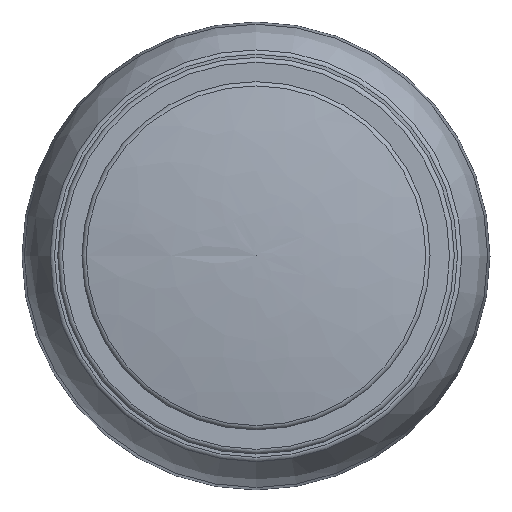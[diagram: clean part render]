
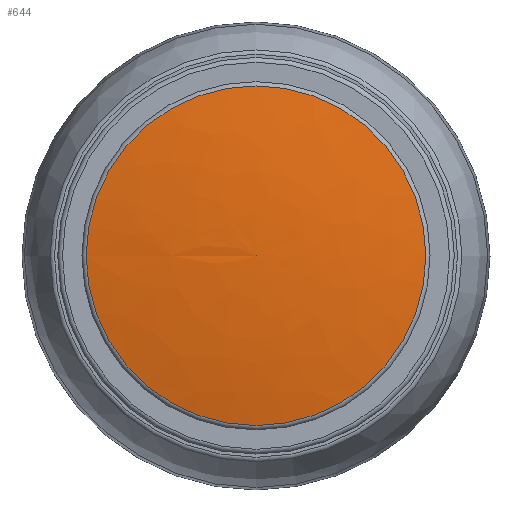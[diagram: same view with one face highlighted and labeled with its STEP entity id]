
A CAD part, top view. The second image highlights one B-rep face of the part: STEP entity #644.
In plain terms, the highlighted free-form (B-spline) face has degree [2, 2] with [3, 9] control points.
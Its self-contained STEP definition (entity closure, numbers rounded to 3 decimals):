
#15=(
BOUNDED_CURVE()
B_SPLINE_CURVE(2,(#1146,#1147,#1148),.UNSPECIFIED.,.F.,.F.)
B_SPLINE_CURVE_WITH_KNOTS((3,3),(-1.571,-1.398),
 .UNSPECIFIED.)
CURVE()
GEOMETRIC_REPRESENTATION_ITEM()
RATIONAL_B_SPLINE_CURVE((1.,0.996,1.))
REPRESENTATION_ITEM($)
);
#17=(
BOUNDED_SURFACE()
B_SPLINE_SURFACE(2,2,((#1118,#1119,#1120,#1121,#1122,#1123,#1124,#1125,
#1126),(#1127,#1128,#1129,#1130,#1131,#1132,#1133,#1134,#1135),(#1136,#1137,
#1138,#1139,#1140,#1141,#1142,#1143,#1144)),.UNSPECIFIED.,.F.,.T.,.F.)
B_SPLINE_SURFACE_WITH_KNOTS((3,3),(3,2,2,2,3),(1.398,1.571),
(-3.142,-1.571,0.,1.571,3.142),
 .UNSPECIFIED.)
GEOMETRIC_REPRESENTATION_ITEM()
RATIONAL_B_SPLINE_SURFACE(((1.,0.707,1.,0.707,1.,
0.707,1.,0.707,1.),(0.996,0.704,
0.996,0.704,0.996,0.704,0.996,
0.704,0.996),(1.,0.707,1.,0.707,
1.,0.707,1.,0.707,1.)))
REPRESENTATION_ITEM($)
SURFACE()
);
#105=FACE_OUTER_BOUND($,#159,.T.);
#159=EDGE_LOOP($,(#552,#553,#554,#555));
#278=CIRCLE($,#727,10.706);
#279=CIRCLE($,#728,10.706);
#338=VERTEX_POINT($,#1114);
#339=VERTEX_POINT($,#1115);
#340=VERTEX_POINT($,#1145);
#417=EDGE_CURVE($,#338,#339,#278,.T.);
#418=EDGE_CURVE($,#339,#338,#279,.T.);
#419=EDGE_CURVE($,#340,#339,#15,.T.);
#552=ORIENTED_EDGE($,*,*,#419,.T.);
#553=ORIENTED_EDGE($,*,*,#418,.T.);
#554=ORIENTED_EDGE($,*,*,#417,.T.);
#555=ORIENTED_EDGE($,*,*,#419,.F.);
#644=ADVANCED_FACE($,(#105),#17,.F.);
#727=AXIS2_PLACEMENT_3D($,#1116,#909,#910);
#728=AXIS2_PLACEMENT_3D($,#1117,#911,#912);
#909=DIRECTION('center_axis',(0.,0.,1.));
#910=DIRECTION('ref_axis',(1.,0.,0.));
#911=DIRECTION('center_axis',(0.,0.,1.));
#912=DIRECTION('ref_axis',(1.,0.,0.));
#1114=CARTESIAN_POINT('',(0.,10.706,11.373));
#1115=CARTESIAN_POINT('',(-10.706,0.,11.373));
#1116=CARTESIAN_POINT('Origin',(0.,0.,
11.373));
#1117=CARTESIAN_POINT('Origin',(0.,0.,
11.373));
#1118=CARTESIAN_POINT('Ctrl Pts',(-10.706,0.,
11.373));
#1119=CARTESIAN_POINT('Ctrl Pts',(-10.706,-10.706,11.373));
#1120=CARTESIAN_POINT('Ctrl Pts',(0.,-10.706,
11.373));
#1121=CARTESIAN_POINT('Ctrl Pts',(10.706,-10.706,11.373));
#1122=CARTESIAN_POINT('Ctrl Pts',(10.706,0.,
11.373));
#1123=CARTESIAN_POINT('Ctrl Pts',(10.706,10.706,11.373));
#1124=CARTESIAN_POINT('Ctrl Pts',(0.,10.706,
11.373));
#1125=CARTESIAN_POINT('Ctrl Pts',(-10.706,10.706,11.373));
#1126=CARTESIAN_POINT('Ctrl Pts',(-10.706,0.,
11.373));
#1127=CARTESIAN_POINT('Ctrl Pts',(-5.393,0.,
12.3));
#1128=CARTESIAN_POINT('Ctrl Pts',(-5.393,-5.393,12.3));
#1129=CARTESIAN_POINT('Ctrl Pts',(0.,-5.393,
12.3));
#1130=CARTESIAN_POINT('Ctrl Pts',(5.393,-5.393,12.3));
#1131=CARTESIAN_POINT('Ctrl Pts',(5.393,0.,
12.3));
#1132=CARTESIAN_POINT('Ctrl Pts',(5.393,5.393,12.3));
#1133=CARTESIAN_POINT('Ctrl Pts',(0.,5.393,
12.3));
#1134=CARTESIAN_POINT('Ctrl Pts',(-5.393,5.393,12.3));
#1135=CARTESIAN_POINT('Ctrl Pts',(-5.393,0.,
12.3));
#1136=CARTESIAN_POINT('Ctrl Pts',(0.,0.,
12.3));
#1137=CARTESIAN_POINT('Ctrl Pts',(0.,0.,
12.3));
#1138=CARTESIAN_POINT('Ctrl Pts',(0.,0.,
12.3));
#1139=CARTESIAN_POINT('Ctrl Pts',(0.,0.,
12.3));
#1140=CARTESIAN_POINT('Ctrl Pts',(0.,0.,
12.3));
#1141=CARTESIAN_POINT('Ctrl Pts',(0.,0.,
12.3));
#1142=CARTESIAN_POINT('Ctrl Pts',(0.,0.,
12.3));
#1143=CARTESIAN_POINT('Ctrl Pts',(0.,0.,
12.3));
#1144=CARTESIAN_POINT('Ctrl Pts',(0.,0.,
12.3));
#1145=CARTESIAN_POINT('',(0.,0.,12.3));
#1146=CARTESIAN_POINT('Ctrl Pts',(0.,0.,
12.3));
#1147=CARTESIAN_POINT('Ctrl Pts',(-5.393,0.,
12.3));
#1148=CARTESIAN_POINT('Ctrl Pts',(-10.706,0.,
11.373));
